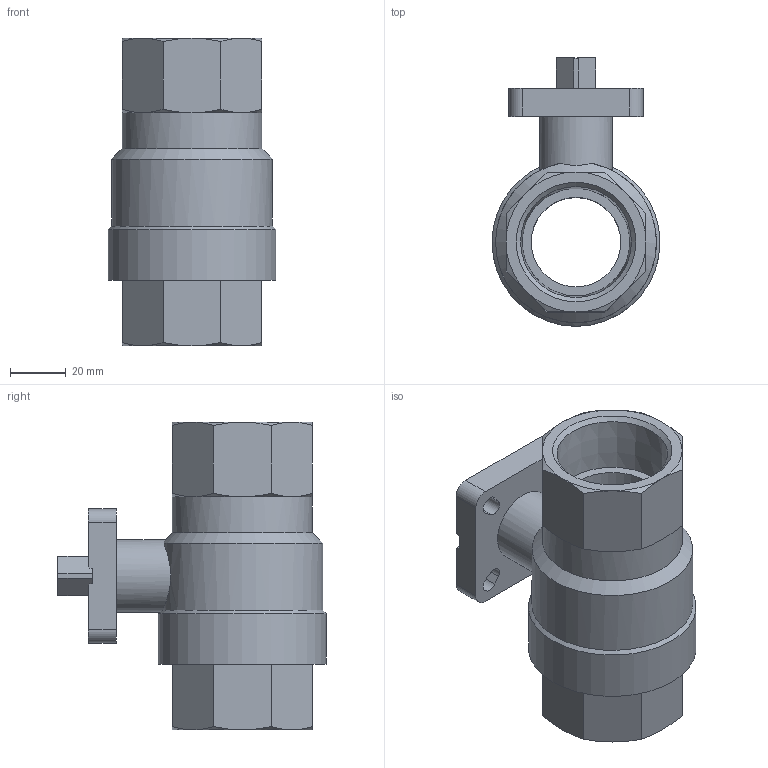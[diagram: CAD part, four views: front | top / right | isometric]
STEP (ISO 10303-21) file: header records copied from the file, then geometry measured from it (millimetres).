
FILE_DESCRIPTION(/* description */ ('STEP AP214'),/* implementation_level */ '2;1');
FILE_NAME(/* name */ '534307_VAPB-1_1_4-F-40-F0405',/* time_stamp */ '2024-09-16T08:24:03+02:00',/* author */ ('License CC BY-ND 4.0'),/* organization */ ('CADENAS'),/* preprocessor_version */ 'ST-DEVELOPER v19.3',/* originating_system */ 'PARTsolutions',/* authorisation */ ' ');
FILE_SCHEMA (('AUTOMOTIVE_DESIGN {1 0 10303 214 3 1 1}'));
Length unit declared in the file: millimetre
Products named in the file (1): 534307 VAPB-1 1/4-F-40-F0405
Bounding box: 60 x 96 x 110 mm (x, y, z)
Volume: 179099.3 mm3; surface area: 42273.1 mm2
Topology: 1 solids, 1 shells, 113 faces, 293 edges, 186 vertices
Faces by surface type: plane 61, cone 34, cylinder 18
Full cylindrical faces by diameter (mm): 3.242 x1, 26 x1, 32 x1, 50 x1, 60 x1
Entity records: 3427 total; most frequent: CARTESIAN_POINT 788, ORIENTED_EDGE 544, DIRECTION 508, EDGE_CURVE 272, AXIS2_PLACEMENT_3D 186, VERTEX_POINT 179, FACE_BOUND 141, EDGE_LOOP 140
